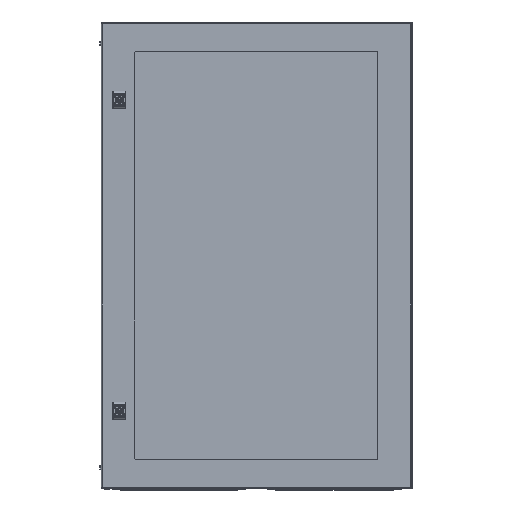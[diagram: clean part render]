
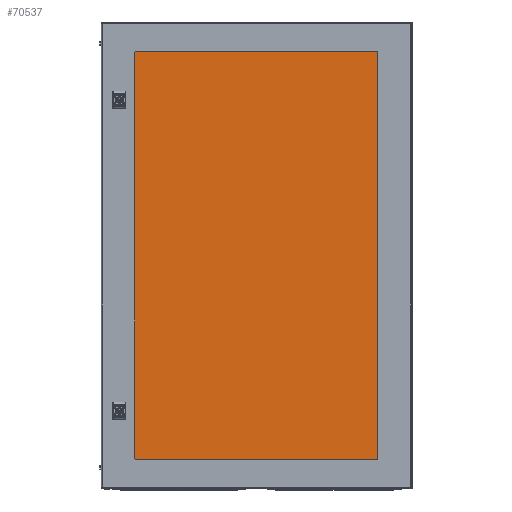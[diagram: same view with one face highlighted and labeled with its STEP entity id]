
A CAD part, top view. The second image highlights one B-rep face of the part: STEP entity #70537.
In plain terms, the highlighted face is planar.
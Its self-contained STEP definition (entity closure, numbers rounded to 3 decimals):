
#9717 = EDGE_LOOP ( 'NONE', ( #86384, #86570, #88073, #88378 ) ) ;
#9945 = AXIS2_PLACEMENT_3D ( 'NONE', #16230, #51694, #86894 ) ;
#11888 = CARTESIAN_POINT ( 'NONE',  ( 322.5, 535., 0. ) ) ;
#16155 = LINE ( 'NONE', #51621, #73694 ) ;
#16201 = CARTESIAN_POINT ( 'NONE',  ( -322.5, 535., 0. ) ) ;
#16230 = CARTESIAN_POINT ( 'NONE',  ( 0., 0., 0. ) ) ;
#17011 = CARTESIAN_POINT ( 'NONE',  ( -322.5, -535., 0. ) ) ;
#18031 = CARTESIAN_POINT ( 'NONE',  ( 322.5, -535., 0. ) ) ;
#32903 = DIRECTION ( 'NONE',  ( 1., 0., 0. ) ) ;
#43703 = CARTESIAN_POINT ( 'NONE',  ( -322.5, -535., 0. ) ) ;
#51621 = CARTESIAN_POINT ( 'NONE',  ( 322.5, -535., 0. ) ) ;
#51672 = DIRECTION ( 'NONE',  ( -1., 0., 0. ) ) ;
#51694 = DIRECTION ( 'NONE',  ( 0., 0., -1. ) ) ;
#52104 = VECTOR ( 'NONE', #32903, 1000. ) ;
#52475 = DIRECTION ( 'NONE',  ( 0., -1., 0. ) ) ;
#53248 = VERTEX_POINT ( 'NONE', #43703 ) ;
#60381 = FACE_OUTER_BOUND ( 'NONE', #9717, .T. ) ;
#61125 = CARTESIAN_POINT ( 'NONE',  ( -322.5, 535., 0. ) ) ;
#70537 = ADVANCED_FACE ( 'NONE', ( #60381 ), #95529, .T. ) ;
#73694 = VECTOR ( 'NONE', #86823, 1000. ) ;
#76773 = LINE ( 'NONE', #111968, #52104 ) ;
#81575 = VERTEX_POINT ( 'NONE', #11888 ) ;
#86384 = ORIENTED_EDGE ( 'NONE', *, *, #100743, .F. ) ;
#86570 = ORIENTED_EDGE ( 'NONE', *, *, #88326, .F. ) ;
#86823 = DIRECTION ( 'NONE',  ( 0., 1., 0. ) ) ;
#86894 = DIRECTION ( 'NONE',  ( -1., 0., 0. ) ) ;
#88073 = ORIENTED_EDGE ( 'NONE', *, *, #97859, .F. ) ;
#88326 = EDGE_CURVE ( 'NONE', #53248, #101635, #76773, .T. ) ;
#88378 = ORIENTED_EDGE ( 'NONE', *, *, #90403, .F. ) ;
#90403 = EDGE_CURVE ( 'NONE', #81575, #99013, #95508, .T. ) ;
#93494 = VECTOR ( 'NONE', #52475, 1000. ) ;
#95508 = LINE ( 'NONE', #16201, #114810 ) ;
#95529 = PLANE ( 'NONE',  #9945 ) ;
#96299 = LINE ( 'NONE', #17011, #93494 ) ;
#97859 = EDGE_CURVE ( 'NONE', #99013, #53248, #96299, .T. ) ;
#99013 = VERTEX_POINT ( 'NONE', #61125 ) ;
#100743 = EDGE_CURVE ( 'NONE', #101635, #81575, #16155, .T. ) ;
#101635 = VERTEX_POINT ( 'NONE', #18031 ) ;
#111968 = CARTESIAN_POINT ( 'NONE',  ( -322.5, -535., 0. ) ) ;
#114810 = VECTOR ( 'NONE', #51672, 1000. ) ;
